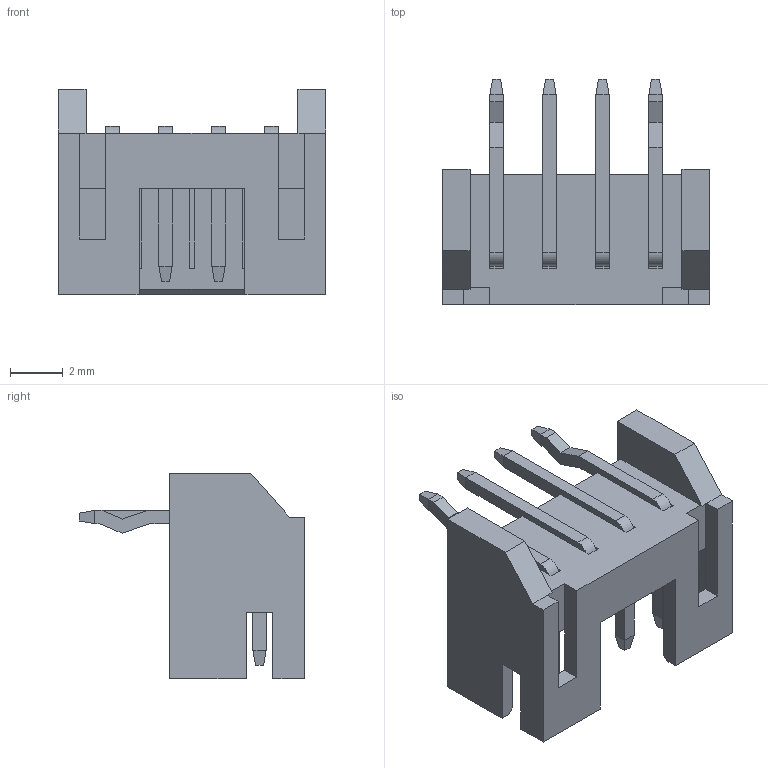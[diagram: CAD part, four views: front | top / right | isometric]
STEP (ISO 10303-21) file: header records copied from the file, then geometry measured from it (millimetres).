
FILE_DESCRIPTION (( 'STEP AP214' ), '1' );
FILE_NAME ('FWF20002-S04B22W1B-REF .STEP', '2025-03-21T07:57:00', ( '' ), ( '' ), 'SwSTEP 2.0', 'SolidWorks 2021', '' );
FILE_SCHEMA (( 'AUTOMOTIVE_DESIGN' ));
Length unit declared in the file: millimetre
Products named in the file (1): FWF20002-S04B22W1B-REF 
Bounding box: 10.1 x 8.5 x 7.75 mm (x, y, z)
Volume: 169.1 mm3; surface area: 472.5 mm2
Topology: 1 solids, 1 shells, 189 faces, 501 edges, 314 vertices
Faces by surface type: plane 181, cylinder 8
Entity records: 5721 total; most frequent: CARTESIAN_POINT 1005, ORIENTED_EDGE 1002, DIRECTION 905, EDGE_CURVE 501, VECTOR 477, LINE 477, VERTEX_POINT 314, AXIS2_PLACEMENT_3D 214
